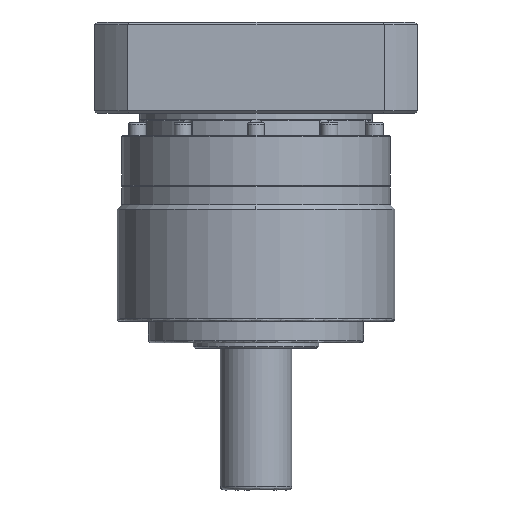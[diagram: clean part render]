
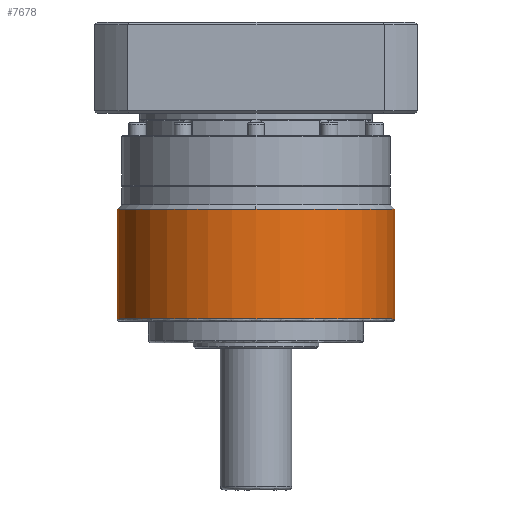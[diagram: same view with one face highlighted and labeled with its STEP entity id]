
A CAD part, front view. The second image highlights one B-rep face of the part: STEP entity #7678.
In plain terms, the highlighted cylindrical face has radius 77.5 mm (diameter 155 mm), a partial arc.
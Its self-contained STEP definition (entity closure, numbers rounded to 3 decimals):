
#1225 = CARTESIAN_POINT ( 'NONE',  ( 77.5, 0., 13.5 ) ) ;
#1614 = EDGE_LOOP ( 'NONE', ( #7518, #31918, #3784, #3040, #4154 ) ) ;
#2207 = CIRCLE ( 'NONE', #22572, 77.5 ) ;
#2400 = AXIS2_PLACEMENT_3D ( 'NONE', #17199, #2445, #19628 ) ;
#2445 = DIRECTION ( 'NONE',  ( 0., 0., -1. ) ) ;
#3040 = ORIENTED_EDGE ( 'NONE', *, *, #9663, .T. ) ;
#3784 = ORIENTED_EDGE ( 'NONE', *, *, #12610, .T. ) ;
#3810 = LINE ( 'NONE', #3935, #16964 ) ;
#3935 = CARTESIAN_POINT ( 'NONE',  ( -77.5, 0., 0. ) ) ;
#4154 = ORIENTED_EDGE ( 'NONE', *, *, #18157, .T. ) ;
#4182 = VERTEX_POINT ( 'NONE', #4364 ) ;
#4364 = CARTESIAN_POINT ( 'NONE',  ( -77.5, 0., 74.5 ) ) ;
#6069 = VERTEX_POINT ( 'NONE', #1225 ) ;
#6713 = AXIS2_PLACEMENT_3D ( 'NONE', #27957, #13033, #30479 ) ;
#7203 = DIRECTION ( 'NONE',  ( 0., 0., 1. ) ) ;
#7518 = ORIENTED_EDGE ( 'NONE', *, *, #13323, .F. ) ;
#7678 = ADVANCED_FACE ( 'NONE', ( #30293 ), #8032, .T. ) ;
#8032 = CYLINDRICAL_SURFACE ( 'NONE', #19324, 77.5 ) ;
#8680 = DIRECTION ( 'NONE',  ( 0., 0., 1. ) ) ;
#8753 = CARTESIAN_POINT ( 'NONE',  ( -77.5, 0., 13.5 ) ) ;
#9633 = CIRCLE ( 'NONE', #6713, 77.5 ) ;
#9663 = EDGE_CURVE ( 'NONE', #29023, #20578, #9633, .T. ) ;
#10150 = CARTESIAN_POINT ( 'NONE',  ( 0., 0., 13.5 ) ) ;
#11539 = CIRCLE ( 'NONE', #2400, 77.5 ) ;
#12610 = EDGE_CURVE ( 'NONE', #6069, #29023, #31114, .T. ) ;
#12748 = DIRECTION ( 'NONE',  ( 1., 0., 0. ) ) ;
#13033 = DIRECTION ( 'NONE',  ( 0., 0., -1. ) ) ;
#13323 = EDGE_CURVE ( 'NONE', #19593, #4182, #3810, .T. ) ;
#15154 = DIRECTION ( 'NONE',  ( 1., 0., 0. ) ) ;
#16049 = CARTESIAN_POINT ( 'NONE',  ( 0., 0., 0. ) ) ;
#16789 = DIRECTION ( 'NONE',  ( 0., 0., 1. ) ) ;
#16964 = VECTOR ( 'NONE', #8680, 1000. ) ;
#17199 = CARTESIAN_POINT ( 'NONE',  ( 0., 0., 74.5 ) ) ;
#18157 = EDGE_CURVE ( 'NONE', #20578, #4182, #11539, .T. ) ;
#19324 = AXIS2_PLACEMENT_3D ( 'NONE', #16049, #16789, #15154 ) ;
#19593 = VERTEX_POINT ( 'NONE', #8753 ) ;
#19594 = CARTESIAN_POINT ( 'NONE',  ( 77.5, 0., 0. ) ) ;
#19628 = DIRECTION ( 'NONE',  ( 1., 0., 0. ) ) ;
#20578 = VERTEX_POINT ( 'NONE', #27977 ) ;
#21370 = VECTOR ( 'NONE', #7203, 1000. ) ;
#21418 = EDGE_CURVE ( 'NONE', #19593, #6069, #2207, .T. ) ;
#22572 = AXIS2_PLACEMENT_3D ( 'NONE', #10150, #27672, #12748 ) ;
#23879 = CARTESIAN_POINT ( 'NONE',  ( 77.5, 0., 74.5 ) ) ;
#27672 = DIRECTION ( 'NONE',  ( 0., 0., 1. ) ) ;
#27957 = CARTESIAN_POINT ( 'NONE',  ( 0., 0., 74.5 ) ) ;
#27977 = CARTESIAN_POINT ( 'NONE',  ( 0., -77.5, 74.5 ) ) ;
#29023 = VERTEX_POINT ( 'NONE', #23879 ) ;
#30293 = FACE_OUTER_BOUND ( 'NONE', #1614, .T. ) ;
#30479 = DIRECTION ( 'NONE',  ( 1., 0., 0. ) ) ;
#31114 = LINE ( 'NONE', #19594, #21370 ) ;
#31918 = ORIENTED_EDGE ( 'NONE', *, *, #21418, .T. ) ;
